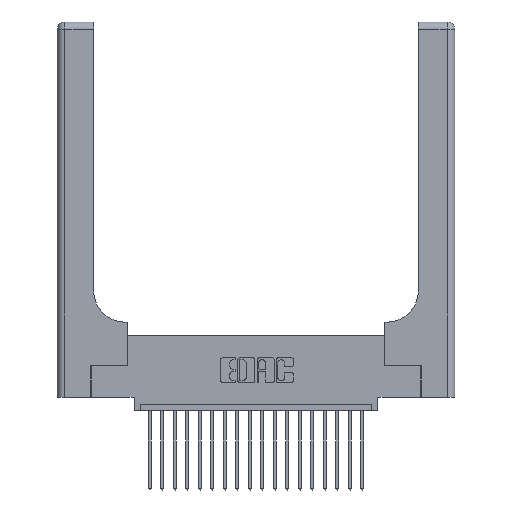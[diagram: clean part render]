
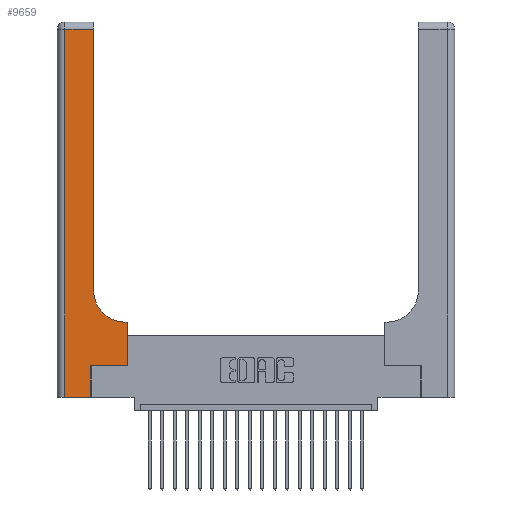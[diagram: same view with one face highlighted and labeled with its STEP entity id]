
A CAD part, top view. The second image highlights one B-rep face of the part: STEP entity #9659.
In plain terms, the highlighted planar face has unit normal (0, 0, 1).
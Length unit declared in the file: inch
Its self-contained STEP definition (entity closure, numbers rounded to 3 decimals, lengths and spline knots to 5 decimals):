
#609 = ORIENTED_EDGE ( 'NONE', *, *, #12995, .T. ) ;
#1050 = CARTESIAN_POINT ( 'NONE',  ( 0.269, 0.25, 0.37 ) ) ;
#1168 = ORIENTED_EDGE ( 'NONE', *, *, #3784, .T. ) ;
#1858 = CARTESIAN_POINT ( 'NONE',  ( 0.06, 0., 0.37 ) ) ;
#2011 = ORIENTED_EDGE ( 'NONE', *, *, #2596, .T. ) ;
#2228 = DIRECTION ( 'NONE',  ( 0., 1., 0. ) ) ;
#2596 = EDGE_CURVE ( 'NONE', #6743, #19011, #3780, .T. ) ;
#2757 = VERTEX_POINT ( 'NONE', #21037 ) ;
#2814 = DIRECTION ( 'NONE',  ( 0., 0., -1. ) ) ;
#2922 = LINE ( 'NONE', #7655, #6135 ) ;
#3089 = FACE_OUTER_BOUND ( 'NONE', #4158, .T. ) ;
#3495 = CARTESIAN_POINT ( 'NONE',  ( 0.2915, 0.85, 0.37 ) ) ;
#3521 = CARTESIAN_POINT ( 'NONE',  ( 0.2915, 2.94, 0.37 ) ) ;
#3599 = LINE ( 'NONE', #19350, #21187 ) ;
#3780 = LINE ( 'NONE', #17493, #17310 ) ;
#3784 = EDGE_CURVE ( 'NONE', #9959, #8123, #14077, .T. ) ;
#4136 = CARTESIAN_POINT ( 'NONE',  ( 0.5415, 0.6, 0.37 ) ) ;
#4158 = EDGE_LOOP ( 'NONE', ( #11800, #12260, #2011, #609, #17119, #20535, #12946, #16661, #1168 ) ) ;
#4193 = DIRECTION ( 'NONE',  ( 0., 1., 0. ) ) ;
#4390 = DIRECTION ( 'NONE',  ( -1., 0., 0. ) ) ;
#4679 = VECTOR ( 'NONE', #4390, 39.37008 ) ;
#4694 = VECTOR ( 'NONE', #13677, 39.37008 ) ;
#5183 = EDGE_CURVE ( 'NONE', #8123, #5831, #16668, .T. ) ;
#5286 = CARTESIAN_POINT ( 'NONE',  ( 0.269, 0.25, 0.37 ) ) ;
#5295 = AXIS2_PLACEMENT_3D ( 'NONE', #8674, #22117, #5332 ) ;
#5332 = DIRECTION ( 'NONE',  ( -1., 0., 0. ) ) ;
#5831 = VERTEX_POINT ( 'NONE', #3521 ) ;
#6135 = VECTOR ( 'NONE', #19558, 39.37008 ) ;
#6743 = VERTEX_POINT ( 'NONE', #17869 ) ;
#7628 = EDGE_CURVE ( 'NONE', #16846, #13452, #18861, .T. ) ;
#7655 = CARTESIAN_POINT ( 'NONE',  ( 0.2915, 0.6, 0.37 ) ) ;
#8123 = VERTEX_POINT ( 'NONE', #3495 ) ;
#8243 = CARTESIAN_POINT ( 'NONE',  ( 0.5415, 0.85, 0.37 ) ) ;
#8674 = CARTESIAN_POINT ( 'NONE',  ( 0., 3., 0.37 ) ) ;
#8739 = LINE ( 'NONE', #17381, #13791 ) ;
#8820 = PLANE ( 'NONE',  #5295 ) ;
#9659 = ADVANCED_FACE ( 'NONE', ( #3089 ), #8820, .F. ) ;
#9959 = VERTEX_POINT ( 'NONE', #4136 ) ;
#10612 = DIRECTION ( 'NONE',  ( 0., -1., 0. ) ) ;
#11495 = AXIS2_PLACEMENT_3D ( 'NONE', #8243, #2814, #16601 ) ;
#11800 = ORIENTED_EDGE ( 'NONE', *, *, #5183, .T. ) ;
#12119 = CARTESIAN_POINT ( 'NONE',  ( 0.5585, 0.25, 0.37 ) ) ;
#12260 = ORIENTED_EDGE ( 'NONE', *, *, #12586, .T. ) ;
#12586 = EDGE_CURVE ( 'NONE', #5831, #6743, #18782, .T. ) ;
#12672 = LINE ( 'NONE', #5286, #4694 ) ;
#12946 = ORIENTED_EDGE ( 'NONE', *, *, #7628, .T. ) ;
#12995 = EDGE_CURVE ( 'NONE', #19011, #2757, #3599, .T. ) ;
#13452 = VERTEX_POINT ( 'NONE', #17214 ) ;
#13677 = DIRECTION ( 'NONE',  ( 1., 0., 0. ) ) ;
#13791 = VECTOR ( 'NONE', #2228, 39.37008 ) ;
#14077 = CIRCLE ( 'NONE', #11495, 0.25 ) ;
#16141 = VECTOR ( 'NONE', #4193, 39.37008 ) ;
#16427 = CARTESIAN_POINT ( 'NONE',  ( 0.5585, 0.25, 0.37 ) ) ;
#16502 = DIRECTION ( 'NONE',  ( 0., 1., 0. ) ) ;
#16551 = EDGE_CURVE ( 'NONE', #13452, #9959, #2922, .T. ) ;
#16601 = DIRECTION ( 'NONE',  ( 1., 0., 0. ) ) ;
#16661 = ORIENTED_EDGE ( 'NONE', *, *, #16551, .T. ) ;
#16668 = LINE ( 'NONE', #21178, #16141 ) ;
#16846 = VERTEX_POINT ( 'NONE', #12119 ) ;
#17119 = ORIENTED_EDGE ( 'NONE', *, *, #19148, .T. ) ;
#17214 = CARTESIAN_POINT ( 'NONE',  ( 0.5585, 0.6, 0.37 ) ) ;
#17310 = VECTOR ( 'NONE', #10612, 39.37008 ) ;
#17381 = CARTESIAN_POINT ( 'NONE',  ( 0.269, 0., 0.37 ) ) ;
#17493 = CARTESIAN_POINT ( 'NONE',  ( 0.06, 3., 0.37 ) ) ;
#17869 = CARTESIAN_POINT ( 'NONE',  ( 0.06, 2.94, 0.37 ) ) ;
#17900 = CARTESIAN_POINT ( 'NONE',  ( 0., 2.94, 0.37 ) ) ;
#18782 = LINE ( 'NONE', #17900, #4679 ) ;
#18786 = VERTEX_POINT ( 'NONE', #1050 ) ;
#18861 = LINE ( 'NONE', #16427, #21844 ) ;
#19011 = VERTEX_POINT ( 'NONE', #1858 ) ;
#19148 = EDGE_CURVE ( 'NONE', #2757, #18786, #8739, .T. ) ;
#19350 = CARTESIAN_POINT ( 'NONE',  ( 0., 0., 0.37 ) ) ;
#19558 = DIRECTION ( 'NONE',  ( -1., 0., 0. ) ) ;
#20535 = ORIENTED_EDGE ( 'NONE', *, *, #20706, .T. ) ;
#20706 = EDGE_CURVE ( 'NONE', #18786, #16846, #12672, .T. ) ;
#21037 = CARTESIAN_POINT ( 'NONE',  ( 0.269, 0., 0.37 ) ) ;
#21090 = DIRECTION ( 'NONE',  ( 1., 0., 0. ) ) ;
#21178 = CARTESIAN_POINT ( 'NONE',  ( 0.2915, 3., 0.37 ) ) ;
#21187 = VECTOR ( 'NONE', #21090, 39.37008 ) ;
#21844 = VECTOR ( 'NONE', #16502, 39.37008 ) ;
#22117 = DIRECTION ( 'NONE',  ( 0., 0., -1. ) ) ;
